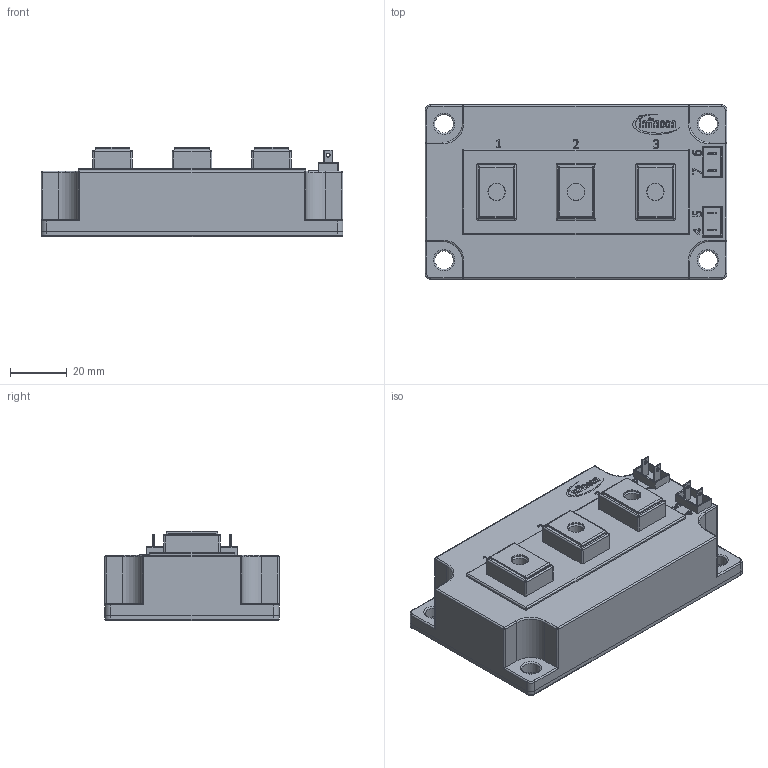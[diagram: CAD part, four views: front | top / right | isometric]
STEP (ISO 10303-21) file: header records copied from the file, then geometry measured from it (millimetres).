
FILE_DESCRIPTION(/* description */ (''),/* implementation_level */ '2;1');
FILE_NAME(/* name */ 'FF300R12KS4HOSA1.stp',/* time_stamp */ '2022-05-15T14:12:05+02:00',/* author */ ('khaled'),/* organization */ (''),/* preprocessor_version */ 'ST-DEVELOPER v17',/* originating_system */ 'Autodesk Inventor 2019',/* authorisation */ '');
FILE_SCHEMA (('AUTOMOTIVE_DESIGN { 1 0 10303 214 3 1 1 }'));
Products named in the file (8): FF300R12KS4HOSA1; 1; 2; 3; 4; 5; Infineon; Label
Assembly tree (9 placements, depth 2):
  FF300R12KS4HOSA1
    1
    2
    3
    4
    5  x3
    Infineon
    Label
Bounding box: 106.4 x 61.4 x 31.4 mm (x, y, z)
Volume: 145932.1 mm3; surface area: 39117.7 mm2
Topology: 35 solids, 35 shells, 759 faces, 1746 edges, 1064 vertices
Faces by surface type: plane 265, cylinder 224, bspline 137, sphere 72, torus 61
Full cylindrical faces by diameter (mm): 1.222 x4, 6 x6, 6.5 x8, 7 x6, 7.5 x8
Entity records: 19931 total; most frequent: CARTESIAN_POINT 4927, ORIENTED_EDGE 3104, DIRECTION 2835, EDGE_CURVE 1552, AXIS2_PLACEMENT_3D 994, VERTEX_POINT 960, LINE 847, VECTOR 847
